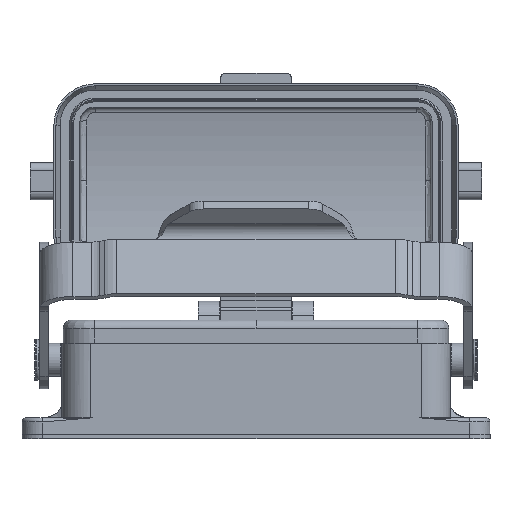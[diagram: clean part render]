
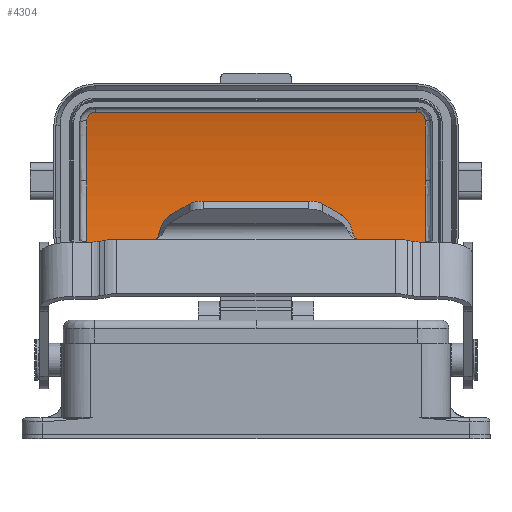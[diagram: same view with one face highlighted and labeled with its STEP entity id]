
A CAD part, front view. The second image highlights one B-rep face of the part: STEP entity #4304.
In plain terms, the highlighted cylindrical face has radius 78 mm (diameter 156 mm), a partial arc.
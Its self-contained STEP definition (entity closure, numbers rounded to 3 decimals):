
#444=ELLIPSE('',#13993,78.006,78.);
#448=ELLIPSE('',#14001,78.006,78.);
#453=ELLIPSE('',#14014,78.006,78.);
#454=ELLIPSE('',#14016,78.006,78.);
#622=B_SPLINE_CURVE_WITH_KNOTS('',3,(#23452,#23453,#23454,#23455,#23456,
#23457,#23458,#23459,#23460,#23461,#23462,#23463,#23464,#23465,#23466,#23467,
#23468,#23469,#23470),.UNSPECIFIED.,.F.,.F.,(4,3,3,3,3,3,4),(0.,0.076,
0.286,0.497,0.643,0.866,
1.),.UNSPECIFIED.);
#625=B_SPLINE_CURVE_WITH_KNOTS('',3,(#23555,#23556,#23557,#23558,#23559,
#23560,#23561,#23562,#23563,#23564,#23565,#23566,#23567,#23568,#23569,#23570,
#23571,#23572,#23573),.UNSPECIFIED.,.F.,.F.,(4,3,3,3,3,3,4),(0.,0.086,
0.306,0.525,0.648,0.854,
1.),.UNSPECIFIED.);
#627=B_SPLINE_CURVE_WITH_KNOTS('',3,(#23635,#23636,#23637,#23638,#23639,
#23640,#23641,#23642,#23643,#23644,#23645,#23646,#23647,#23648,#23649,#23650,
#23651,#23652,#23653),.UNSPECIFIED.,.F.,.F.,(4,3,3,3,3,3,4),(0.,0.063,
0.284,0.503,0.626,0.832,
1.),.UNSPECIFIED.);
#628=B_SPLINE_CURVE_WITH_KNOTS('',3,(#23707,#23708,#23709,#23710,#23711,
#23712,#23713,#23714,#23715,#23716,#23717,#23718,#23719,#23720,#23721,#23722,
#23723,#23724,#23725),.UNSPECIFIED.,.F.,.F.,(4,3,3,3,3,3,4),(0.,0.055,
0.265,0.475,0.62,0.843,
1.),.UNSPECIFIED.);
#1558=LINE('',#23770,#2557);
#1559=LINE('',#23772,#2558);
#2557=VECTOR('',#16849,1.);
#2558=VECTOR('',#16852,1.);
#3565=FACE_OUTER_BOUND('',#5606,.T.);
#4304=ADVANCED_FACE('',(#3565),#4596,.F.);
#4596=CYLINDRICAL_SURFACE('',#14022,78.);
#5606=EDGE_LOOP('',(#8888,#8889,#8890,#8891,#8892,#8893,#8894,#8895,#8896,
#8897));
#8888=ORIENTED_EDGE('',*,*,#12376,.F.);
#8889=ORIENTED_EDGE('',*,*,#12373,.F.);
#8890=ORIENTED_EDGE('',*,*,#12361,.F.);
#8891=ORIENTED_EDGE('',*,*,#12365,.F.);
#8892=ORIENTED_EDGE('',*,*,#12403,.F.);
#8893=ORIENTED_EDGE('',*,*,#12389,.F.);
#8894=ORIENTED_EDGE('',*,*,#12392,.F.);
#8895=ORIENTED_EDGE('',*,*,#12394,.F.);
#8896=ORIENTED_EDGE('',*,*,#12396,.F.);
#8897=ORIENTED_EDGE('',*,*,#12402,.F.);
#10602=VERTEX_POINT('',#23430);
#10604=VERTEX_POINT('',#23433);
#10607=VERTEX_POINT('',#23451);
#10612=VERTEX_POINT('',#23521);
#10614=VERTEX_POINT('',#23574);
#10623=VERTEX_POINT('',#23634);
#10624=VERTEX_POINT('',#23654);
#10625=VERTEX_POINT('',#23675);
#10626=VERTEX_POINT('',#23690);
#10628=VERTEX_POINT('',#23706);
#12361=EDGE_CURVE('',#10602,#10604,#444,.T.);
#12365=EDGE_CURVE('',#10607,#10602,#622,.T.);
#12373=EDGE_CURVE('',#10604,#10612,#448,.T.);
#12376=EDGE_CURVE('',#10612,#10614,#625,.T.);
#12389=EDGE_CURVE('',#10623,#10624,#627,.T.);
#12392=EDGE_CURVE('',#10625,#10623,#453,.T.);
#12394=EDGE_CURVE('',#10626,#10625,#454,.T.);
#12396=EDGE_CURVE('',#10628,#10626,#628,.T.);
#12402=EDGE_CURVE('',#10614,#10628,#1558,.T.);
#12403=EDGE_CURVE('',#10624,#10607,#1559,.T.);
#13993=AXIS2_PLACEMENT_3D('',#23432,#16781,#16782);
#14001=AXIS2_PLACEMENT_3D('',#23520,#16801,#16802);
#14014=AXIS2_PLACEMENT_3D('',#23676,#16832,#16833);
#14016=AXIS2_PLACEMENT_3D('',#23691,#16836,#16837);
#14022=AXIS2_PLACEMENT_3D('',#23773,#16853,#16854);
#16781=DIRECTION('',(-1.,-0.013,0.));
#16782=DIRECTION('',(0.013,-1.,0.));
#16801=DIRECTION('',(-1.,-0.013,0.));
#16802=DIRECTION('',(0.013,-1.,0.));
#16832=DIRECTION('',(1.,-0.013,0.));
#16833=DIRECTION('',(0.013,1.,0.));
#16836=DIRECTION('',(1.,-0.013,0.));
#16837=DIRECTION('',(0.013,1.,0.));
#16849=DIRECTION('',(-1.,0.,0.));
#16852=DIRECTION('',(1.,0.,0.));
#16853=DIRECTION('',(1.,0.,0.));
#16854=DIRECTION('',(0.,0.957,-0.29));
#23430=CARTESIAN_POINT('',(48.11,44.901,51.489));
#23432=CARTESIAN_POINT('',(49.094,-31.723,36.901));
#23433=CARTESIAN_POINT('',(48.092,46.277,36.954));
#23451=CARTESIAN_POINT('',(46.116,44.484,53.531));
#23452=CARTESIAN_POINT('',(46.116,44.484,53.531));
#23453=CARTESIAN_POINT('',(46.198,44.484,53.531));
#23454=CARTESIAN_POINT('',(46.28,44.485,53.526));
#23455=CARTESIAN_POINT('',(46.361,44.487,53.516));
#23456=CARTESIAN_POINT('',(46.582,44.493,53.488));
#23457=CARTESIAN_POINT('',(46.801,44.508,53.421));
#23458=CARTESIAN_POINT('',(46.999,44.529,53.321));
#23459=CARTESIAN_POINT('',(47.198,44.551,53.221));
#23460=CARTESIAN_POINT('',(47.382,44.58,53.085));
#23461=CARTESIAN_POINT('',(47.536,44.613,52.925));
#23462=CARTESIAN_POINT('',(47.642,44.637,52.815));
#23463=CARTESIAN_POINT('',(47.737,44.662,52.692));
#23464=CARTESIAN_POINT('',(47.815,44.689,52.56));
#23465=CARTESIAN_POINT('',(47.935,44.73,52.361));
#23466=CARTESIAN_POINT('',(48.022,44.775,52.138));
#23467=CARTESIAN_POINT('',(48.068,44.82,51.91));
#23468=CARTESIAN_POINT('',(48.096,44.847,51.772));
#23469=CARTESIAN_POINT('',(48.11,44.874,51.63));
#23470=CARTESIAN_POINT('',(48.11,44.901,51.489));
#23520=CARTESIAN_POINT('',(49.094,-31.723,36.901));
#23521=CARTESIAN_POINT('',(48.11,44.901,22.314));
#23555=CARTESIAN_POINT('',(48.11,44.901,22.314));
#23556=CARTESIAN_POINT('',(48.11,44.884,22.222));
#23557=CARTESIAN_POINT('',(48.105,44.866,22.131));
#23558=CARTESIAN_POINT('',(48.093,44.849,22.041));
#23559=CARTESIAN_POINT('',(48.063,44.804,21.814));
#23560=CARTESIAN_POINT('',(47.995,44.76,21.588));
#23561=CARTESIAN_POINT('',(47.893,44.718,21.383));
#23562=CARTESIAN_POINT('',(47.791,44.676,21.179));
#23563=CARTESIAN_POINT('',(47.652,44.637,20.988));
#23564=CARTESIAN_POINT('',(47.487,44.603,20.829));
#23565=CARTESIAN_POINT('',(47.394,44.584,20.738));
#23566=CARTESIAN_POINT('',(47.291,44.567,20.656));
#23567=CARTESIAN_POINT('',(47.181,44.552,20.586));
#23568=CARTESIAN_POINT('',(46.998,44.527,20.468));
#23569=CARTESIAN_POINT('',(46.792,44.507,20.379));
#23570=CARTESIAN_POINT('',(46.58,44.496,20.327));
#23571=CARTESIAN_POINT('',(46.428,44.488,20.29));
#23572=CARTESIAN_POINT('',(46.271,44.484,20.271));
#23573=CARTESIAN_POINT('',(46.116,44.484,20.271));
#23574=CARTESIAN_POINT('',(46.116,44.484,20.271));
#23634=CARTESIAN_POINT('',(-33.611,44.901,51.489));
#23635=CARTESIAN_POINT('',(-33.611,44.901,51.489));
#23636=CARTESIAN_POINT('',(-33.612,44.888,51.556));
#23637=CARTESIAN_POINT('',(-33.608,44.875,51.623));
#23638=CARTESIAN_POINT('',(-33.602,44.863,51.689));
#23639=CARTESIAN_POINT('',(-33.581,44.818,51.918));
#23640=CARTESIAN_POINT('',(-33.52,44.773,52.146));
#23641=CARTESIAN_POINT('',(-33.425,44.731,52.355));
#23642=CARTESIAN_POINT('',(-33.33,44.689,52.563));
#23643=CARTESIAN_POINT('',(-33.198,44.649,52.758));
#23644=CARTESIAN_POINT('',(-33.038,44.614,52.924));
#23645=CARTESIAN_POINT('',(-32.948,44.594,53.018));
#23646=CARTESIAN_POINT('',(-32.847,44.576,53.104));
#23647=CARTESIAN_POINT('',(-32.74,44.56,53.178));
#23648=CARTESIAN_POINT('',(-32.561,44.533,53.303));
#23649=CARTESIAN_POINT('',(-32.358,44.513,53.399));
#23650=CARTESIAN_POINT('',(-32.148,44.5,53.458));
#23651=CARTESIAN_POINT('',(-31.976,44.489,53.506));
#23652=CARTESIAN_POINT('',(-31.795,44.484,53.531));
#23653=CARTESIAN_POINT('',(-31.617,44.484,53.531));
#23654=CARTESIAN_POINT('',(-31.617,44.484,53.531));
#23675=CARTESIAN_POINT('',(-33.594,46.277,36.954));
#23676=CARTESIAN_POINT('',(-34.595,-31.723,36.901));
#23690=CARTESIAN_POINT('',(-33.611,44.901,22.314));
#23691=CARTESIAN_POINT('',(-34.595,-31.723,36.901));
#23706=CARTESIAN_POINT('',(-31.617,44.484,20.271));
#23707=CARTESIAN_POINT('',(-31.617,44.484,20.271));
#23708=CARTESIAN_POINT('',(-31.676,44.484,20.271));
#23709=CARTESIAN_POINT('',(-31.736,44.484,20.274));
#23710=CARTESIAN_POINT('',(-31.796,44.486,20.279));
#23711=CARTESIAN_POINT('',(-32.017,44.49,20.299));
#23712=CARTESIAN_POINT('',(-32.238,44.503,20.359));
#23713=CARTESIAN_POINT('',(-32.439,44.523,20.452));
#23714=CARTESIAN_POINT('',(-32.641,44.543,20.545));
#23715=CARTESIAN_POINT('',(-32.828,44.571,20.674));
#23716=CARTESIAN_POINT('',(-32.987,44.603,20.827));
#23717=CARTESIAN_POINT('',(-33.098,44.626,20.934));
#23718=CARTESIAN_POINT('',(-33.196,44.65,21.054));
#23719=CARTESIAN_POINT('',(-33.279,44.677,21.182));
#23720=CARTESIAN_POINT('',(-33.406,44.717,21.377));
#23721=CARTESIAN_POINT('',(-33.5,44.762,21.597));
#23722=CARTESIAN_POINT('',(-33.554,44.806,21.823));
#23723=CARTESIAN_POINT('',(-33.592,44.838,21.983));
#23724=CARTESIAN_POINT('',(-33.612,44.87,22.149));
#23725=CARTESIAN_POINT('',(-33.611,44.901,22.314));
#23770=CARTESIAN_POINT('',(7.249,44.484,20.271));
#23772=CARTESIAN_POINT('',(7.249,44.484,53.531));
#23773=CARTESIAN_POINT('',(-35.451,-31.723,36.901));
